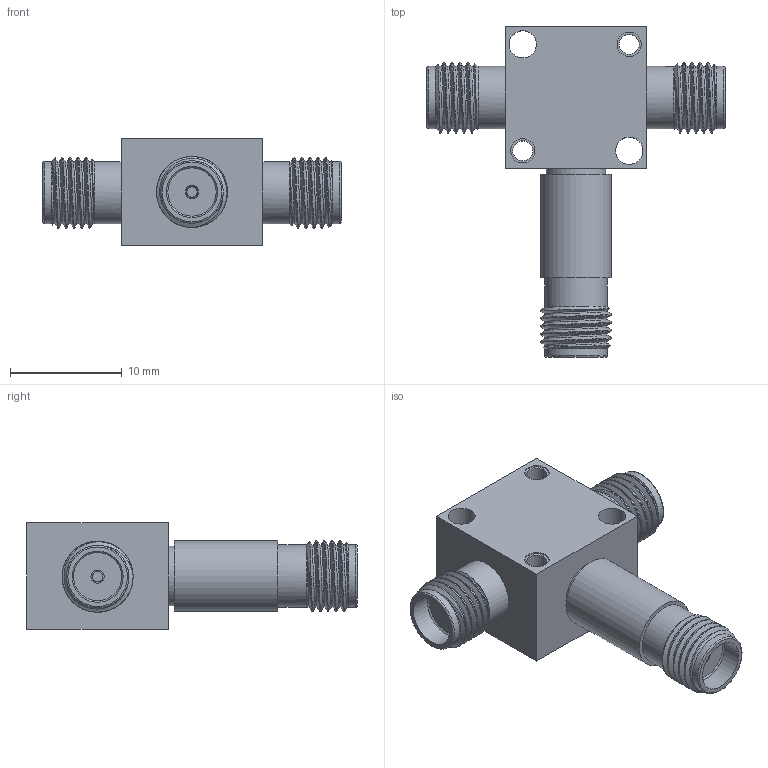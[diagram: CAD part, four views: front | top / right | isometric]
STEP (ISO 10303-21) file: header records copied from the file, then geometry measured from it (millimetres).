
FILE_DESCRIPTION (( 'STEP AP203' ), '1' );
FILE_NAME ('PE2084_3D.step', '2021-10-06T20:42:41', ( '' ), ( '' ), 'SwSTEP 2.0', 'SolidWorks 2021', '' );
FILE_SCHEMA (( 'CONFIG_CONTROL_DESIGN' ));
Length unit declared in the file: inch
Products named in the file (1): PE2084_3D
Bounding box: 26.67 x 29.59 x 9.53 mm (x, y, z)
Volume: 2151.6 mm3; surface area: 1863.6 mm2
Topology: 1 solids, 2 shells, 85 faces, 181 edges, 117 vertices
Faces by surface type: plane 33, cylinder 29, cone 11, bspline 9, torus 3
Full cylindrical faces by diameter (mm): 0.508 x1, 0.94 x3, 1.194 x3, 1.778 x2, 2.184 x4, 2.438 x2, 4.572 x3, 5.334 x1, 5.582 x6, 6.35 x1
Entity records: 7312 total; most frequent: CARTESIAN_POINT 5650, DIRECTION 314, ORIENTED_EDGE 274, AXIS2_PLACEMENT_3D 143, EDGE_LOOP 142, EDGE_CURVE 137, FACE_OUTER_BOUND 114, VERTEX_POINT 105
